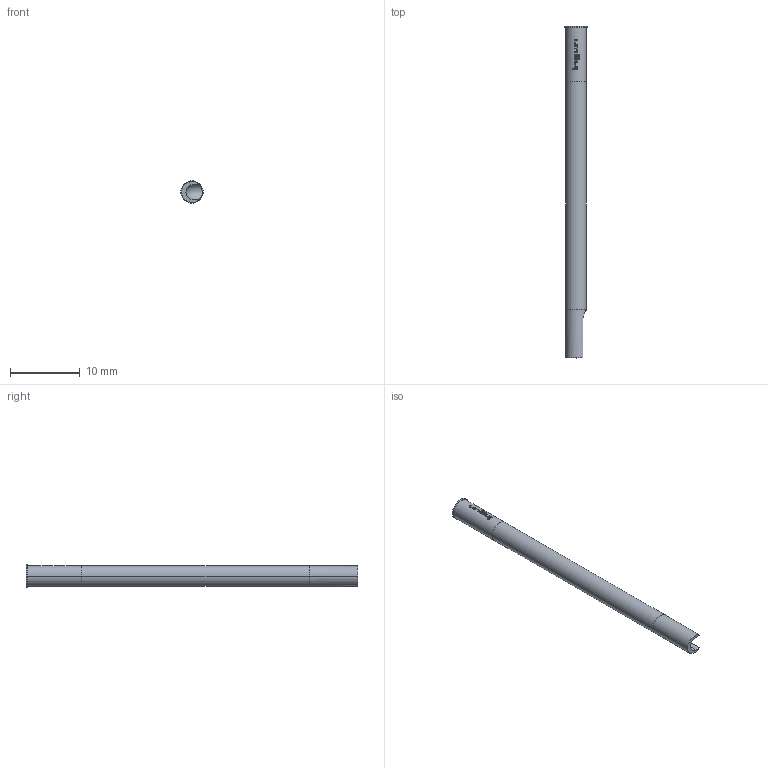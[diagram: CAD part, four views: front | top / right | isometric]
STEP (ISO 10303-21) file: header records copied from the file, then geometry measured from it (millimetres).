
FILE_DESCRIPTION (( 'STEP AP203' ), '1' );
FILE_NAME ('INGUN_KS-313_30_M2.STEP', '2022-02-09T05:25:31', ( 'ochi' ), ( '' ), 'SwSTEP 2.0', 'SolidWorks 2018', '' );
FILE_SCHEMA (( 'CONFIG_CONTROL_DESIGN' ));
Length unit declared in the file: millimetre
Products named in the file (1): INGUN_KS-313_30_M2
Bounding box: 3.2 x 47.5 x 3.2 mm (x, y, z)
Volume: 306.9 mm3; surface area: 473.7 mm2
Topology: 1 solids, 1 shells, 85 faces, 222 edges, 148 vertices
Faces by surface type: plane 47, bspline 22, cylinder 15, torus 1
Entity records: 2993 total; most frequent: CARTESIAN_POINT 998, ORIENTED_EDGE 444, DIRECTION 322, EDGE_CURVE 222, VERTEX_POINT 148, AXIS2_PLACEMENT_3D 124, EDGE_LOOP 94, B_SPLINE_CURVE_WITH_KNOTS 88
